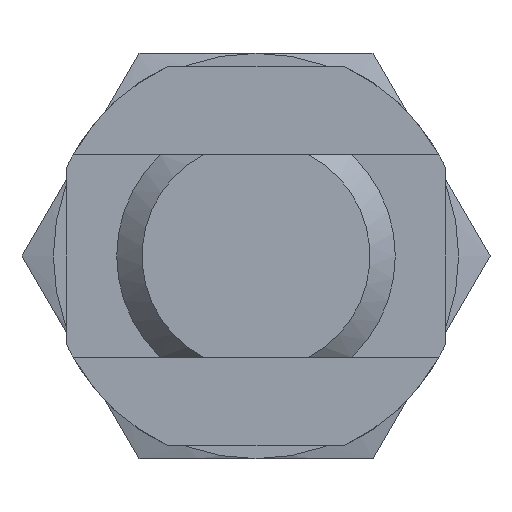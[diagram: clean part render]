
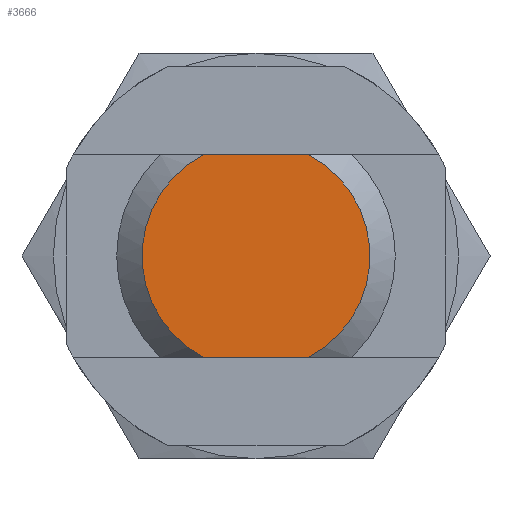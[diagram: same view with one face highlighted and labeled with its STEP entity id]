
A CAD part, left-side view. The second image highlights one B-rep face of the part: STEP entity #3666.
In plain terms, the highlighted planar face has unit normal (-1, 0, 0).
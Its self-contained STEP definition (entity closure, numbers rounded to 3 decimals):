
#103 = AXIS2_PLACEMENT_3D ( 'NONE', #3090, #272, #987 ) ;
#125 = EDGE_LOOP ( 'NONE', ( #511, #2060, #4359, #1877 ) ) ;
#210 = LINE ( 'NONE', #944, #2778 ) ;
#245 = FACE_OUTER_BOUND ( 'NONE', #125, .T. ) ;
#272 = DIRECTION ( 'NONE',  ( -1., 0., 0. ) ) ;
#340 = CARTESIAN_POINT ( 'NONE',  ( -193., -4.123, 8. ) ) ;
#511 = ORIENTED_EDGE ( 'NONE', *, *, #3888, .T. ) ;
#579 = DIRECTION ( 'NONE',  ( -1., 0., 0. ) ) ;
#592 = DIRECTION ( 'NONE',  ( 0., -1., 0. ) ) ;
#655 = EDGE_CURVE ( 'NONE', #3541, #3127, #1198, .T. ) ;
#834 = CIRCLE ( 'NONE', #103, 9. ) ;
#944 = CARTESIAN_POINT ( 'NONE',  ( -193., 20., 8. ) ) ;
#987 = DIRECTION ( 'NONE',  ( 0., 0., 1. ) ) ;
#1110 = VERTEX_POINT ( 'NONE', #340 ) ;
#1121 = CARTESIAN_POINT ( 'NONE',  ( -193., -4.123, -8. ) ) ;
#1198 = CIRCLE ( 'NONE', #2375, 9. ) ;
#1585 = CARTESIAN_POINT ( 'NONE',  ( -193., 0., 0. ) ) ;
#1877 = ORIENTED_EDGE ( 'NONE', *, *, #2485, .F. ) ;
#1912 = VERTEX_POINT ( 'NONE', #1121 ) ;
#2034 = CARTESIAN_POINT ( 'NONE',  ( -193., 0., 0. ) ) ;
#2060 = ORIENTED_EDGE ( 'NONE', *, *, #2766, .F. ) ;
#2115 = VECTOR ( 'NONE', #2151, 1000. ) ;
#2151 = DIRECTION ( 'NONE',  ( 0., 1., 0. ) ) ;
#2210 = CARTESIAN_POINT ( 'NONE',  ( -193., 4.123, 8. ) ) ;
#2375 = AXIS2_PLACEMENT_3D ( 'NONE', #2034, #579, #4132 ) ;
#2430 = PLANE ( 'NONE',  #3809 ) ;
#2485 = EDGE_CURVE ( 'NONE', #1912, #3127, #4267, .T. ) ;
#2539 = CARTESIAN_POINT ( 'NONE',  ( -193., -20., -8. ) ) ;
#2766 = EDGE_CURVE ( 'NONE', #3541, #1110, #210, .T. ) ;
#2778 = VECTOR ( 'NONE', #592, 1000. ) ;
#2989 = DIRECTION ( 'NONE',  ( 0., 1., 0. ) ) ;
#3035 = DIRECTION ( 'NONE',  ( 1., 0., 0. ) ) ;
#3090 = CARTESIAN_POINT ( 'NONE',  ( -193., 0., 0. ) ) ;
#3127 = VERTEX_POINT ( 'NONE', #3754 ) ;
#3541 = VERTEX_POINT ( 'NONE', #2210 ) ;
#3666 = ADVANCED_FACE ( 'NONE', ( #245 ), #2430, .F. ) ;
#3754 = CARTESIAN_POINT ( 'NONE',  ( -193., 4.123, -8. ) ) ;
#3809 = AXIS2_PLACEMENT_3D ( 'NONE', #1585, #3035, #2989 ) ;
#3888 = EDGE_CURVE ( 'NONE', #1912, #1110, #834, .T. ) ;
#4132 = DIRECTION ( 'NONE',  ( 0., 0., 1. ) ) ;
#4267 = LINE ( 'NONE', #2539, #2115 ) ;
#4359 = ORIENTED_EDGE ( 'NONE', *, *, #655, .T. ) ;
